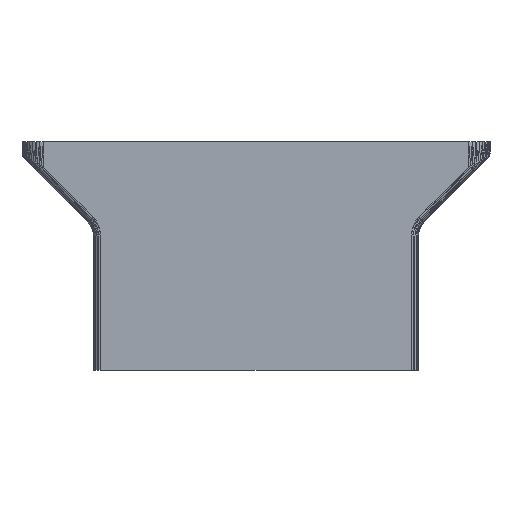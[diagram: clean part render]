
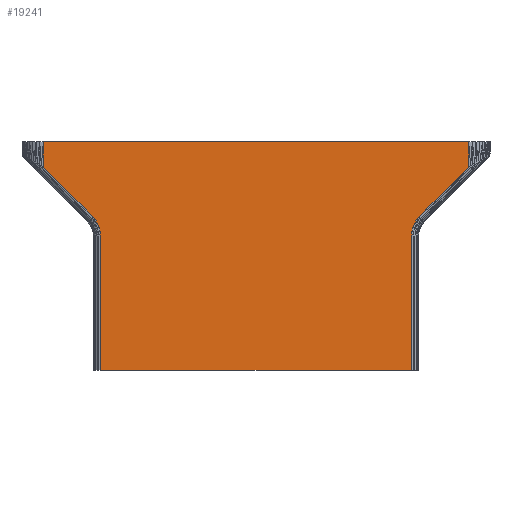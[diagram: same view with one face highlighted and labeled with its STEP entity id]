
A CAD part, left-side view. The second image highlights one B-rep face of the part: STEP entity #19241.
In plain terms, the highlighted planar face has unit normal (-1, 0, 0).
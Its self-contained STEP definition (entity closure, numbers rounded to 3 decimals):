
#868 = VERTEX_POINT('',#869);
#869 = CARTESIAN_POINT('',(0.,45.672,
    19.586));
#1153 = VERTEX_POINT('',#1154);
#1154 = CARTESIAN_POINT('',(0.,44.5,16.757));
#1176 = VERTEX_POINT('',#1177);
#1177 = CARTESIAN_POINT('',(0.,44.534,
    17.279));
#1184 = EDGE_CURVE('',#1153,#1176,#1185,.T.);
#1185 = LINE('',#1186,#1187);
#1186 = CARTESIAN_POINT('',(0.,44.5,16.757));
#1187 = VECTOR('',#1188,1.);
#1188 = DIRECTION('',(0.,0.065,
    0.998));
#1222 = VERTEX_POINT('',#1223);
#1223 = CARTESIAN_POINT('',(0.,44.636,
    17.793));
#1230 = EDGE_CURVE('',#1176,#1222,#1231,.T.);
#1231 = LINE('',#1232,#1233);
#1232 = CARTESIAN_POINT('',(0.,44.534,
    17.279));
#1233 = VECTOR('',#1234,1.);
#1234 = DIRECTION('',(0.,0.195,0.981)
  );
#1268 = VERTEX_POINT('',#1269);
#1269 = CARTESIAN_POINT('',(0.,44.804,
    18.288));
#1276 = EDGE_CURVE('',#1222,#1268,#1277,.T.);
#1277 = LINE('',#1278,#1279);
#1278 = CARTESIAN_POINT('',(0.,44.636,
    17.793));
#1279 = VECTOR('',#1280,1.);
#1280 = DIRECTION('',(0.,0.321,0.947));
#1314 = VERTEX_POINT('',#1315);
#1315 = CARTESIAN_POINT('',(0.,45.036,
    18.757));
#1322 = EDGE_CURVE('',#1268,#1314,#1323,.T.);
#1323 = LINE('',#1324,#1325);
#1324 = CARTESIAN_POINT('',(0.,44.804,
    18.288));
#1325 = VECTOR('',#1326,1.);
#1326 = DIRECTION('',(0.,0.442,0.897)
  );
#1337 = VERTEX_POINT('',#1338);
#1338 = CARTESIAN_POINT('',(0.,45.327,
    19.192));
#1345 = EDGE_CURVE('',#1314,#1337,#1346,.T.);
#1346 = LINE('',#1347,#1348);
#1347 = CARTESIAN_POINT('',(0.,45.036,
    18.757));
#1348 = VECTOR('',#1349,1.);
#1349 = DIRECTION('',(0.,0.556,0.831)
  );
#1389 = EDGE_CURVE('',#1337,#868,#1390,.T.);
#1390 = LINE('',#1391,#1392);
#1391 = CARTESIAN_POINT('',(0.,45.327,
    19.192));
#1392 = VECTOR('',#1393,1.);
#1393 = DIRECTION('',(0.,0.659,0.752)
  );
#2180 = VERTEX_POINT('',#2181);
#2181 = CARTESIAN_POINT('',(0.,52.5,26.414));
#18381 = EDGE_CURVE('',#18382,#2180,#18384,.T.);
#18382 = VERTEX_POINT('',#18383);
#18383 = CARTESIAN_POINT('',(0.,52.5,30.));
#18384 = LINE('',#18385,#18386);
#18385 = CARTESIAN_POINT('',(0.,52.5,30.));
#18386 = VECTOR('',#18387,1.);
#18387 = DIRECTION('',(0.,0.,-1.));
#18555 = EDGE_CURVE('',#868,#2180,#18556,.T.);
#18556 = LINE('',#18557,#18558);
#18557 = CARTESIAN_POINT('',(0.,45.672,
    19.586));
#18558 = VECTOR('',#18559,1.);
#18559 = DIRECTION('',(0.,0.707,0.707)
  );
#19013 = VERTEX_POINT('',#19014);
#19014 = CARTESIAN_POINT('',(0.,44.5,-2.));
#19020 = EDGE_CURVE('',#19013,#1153,#19021,.T.);
#19021 = LINE('',#19022,#19023);
#19022 = CARTESIAN_POINT('',(0.,44.5,-2.));
#19023 = VECTOR('',#19024,1.);
#19024 = DIRECTION('',(0.,0.,1.));
#19241 = ADVANCED_FACE('',(#19242),#19339,.T.);
#19242 = FACE_BOUND('',#19243,.T.);
#19243 = EDGE_LOOP('',(#19244,#19245,#19253,#19261,#19269,#19277,#19285,
    #19293,#19301,#19309,#19317,#19325,#19331,#19332,#19333,#19334,
    #19335,#19336,#19337,#19338));
#19244 = ORIENTED_EDGE('',*,*,#19020,.F.);
#19245 = ORIENTED_EDGE('',*,*,#19246,.T.);
#19246 = EDGE_CURVE('',#19013,#19247,#19249,.T.);
#19247 = VERTEX_POINT('',#19248);
#19248 = CARTESIAN_POINT('',(0.,1.,-2.));
#19249 = LINE('',#19250,#19251);
#19250 = CARTESIAN_POINT('',(0.,44.5,-2.));
#19251 = VECTOR('',#19252,1.);
#19252 = DIRECTION('',(0.,-1.,0.));
#19253 = ORIENTED_EDGE('',*,*,#19254,.F.);
#19254 = EDGE_CURVE('',#19255,#19247,#19257,.T.);
#19255 = VERTEX_POINT('',#19256);
#19256 = CARTESIAN_POINT('',(0.,1.,16.757));
#19257 = LINE('',#19258,#19259);
#19258 = CARTESIAN_POINT('',(0.,1.,16.757));
#19259 = VECTOR('',#19260,1.);
#19260 = DIRECTION('',(0.,0.,-1.));
#19261 = ORIENTED_EDGE('',*,*,#19262,.F.);
#19262 = EDGE_CURVE('',#19263,#19255,#19265,.T.);
#19263 = VERTEX_POINT('',#19264);
#19264 = CARTESIAN_POINT('',(0.,0.966,
    17.279));
#19265 = LINE('',#19266,#19267);
#19266 = CARTESIAN_POINT('',(0.,0.966,
    17.279));
#19267 = VECTOR('',#19268,1.);
#19268 = DIRECTION('',(0.,0.065,
    -0.998));
#19269 = ORIENTED_EDGE('',*,*,#19270,.F.);
#19270 = EDGE_CURVE('',#19271,#19263,#19273,.T.);
#19271 = VERTEX_POINT('',#19272);
#19272 = CARTESIAN_POINT('',(0.,0.864,
    17.793));
#19273 = LINE('',#19274,#19275);
#19274 = CARTESIAN_POINT('',(0.,0.864,
    17.793));
#19275 = VECTOR('',#19276,1.);
#19276 = DIRECTION('',(0.,0.195,
    -0.981));
#19277 = ORIENTED_EDGE('',*,*,#19278,.F.);
#19278 = EDGE_CURVE('',#19279,#19271,#19281,.T.);
#19279 = VERTEX_POINT('',#19280);
#19280 = CARTESIAN_POINT('',(0.,0.696,
    18.288));
#19281 = LINE('',#19282,#19283);
#19282 = CARTESIAN_POINT('',(0.,0.696,
    18.288));
#19283 = VECTOR('',#19284,1.);
#19284 = DIRECTION('',(0.,0.321,-0.947
    ));
#19285 = ORIENTED_EDGE('',*,*,#19286,.F.);
#19286 = EDGE_CURVE('',#19287,#19279,#19289,.T.);
#19287 = VERTEX_POINT('',#19288);
#19288 = CARTESIAN_POINT('',(0.,0.464,
    18.757));
#19289 = LINE('',#19290,#19291);
#19290 = CARTESIAN_POINT('',(0.,0.464,
    18.757));
#19291 = VECTOR('',#19292,1.);
#19292 = DIRECTION('',(0.,0.442,
    -0.897));
#19293 = ORIENTED_EDGE('',*,*,#19294,.F.);
#19294 = EDGE_CURVE('',#19295,#19287,#19297,.T.);
#19295 = VERTEX_POINT('',#19296);
#19296 = CARTESIAN_POINT('',(0.,0.173,
    19.192));
#19297 = LINE('',#19298,#19299);
#19298 = CARTESIAN_POINT('',(0.,0.173,
    19.192));
#19299 = VECTOR('',#19300,1.);
#19300 = DIRECTION('',(0.,0.556,
    -0.831));
#19301 = ORIENTED_EDGE('',*,*,#19302,.F.);
#19302 = EDGE_CURVE('',#19303,#19295,#19305,.T.);
#19303 = VERTEX_POINT('',#19304);
#19304 = CARTESIAN_POINT('',(0.,-0.172,
    19.586));
#19305 = LINE('',#19306,#19307);
#19306 = CARTESIAN_POINT('',(0.,-0.172,
    19.586));
#19307 = VECTOR('',#19308,1.);
#19308 = DIRECTION('',(0.,0.659,
    -0.752));
#19309 = ORIENTED_EDGE('',*,*,#19310,.F.);
#19310 = EDGE_CURVE('',#19311,#19303,#19313,.T.);
#19311 = VERTEX_POINT('',#19312);
#19312 = CARTESIAN_POINT('',(0.,-7.,26.414));
#19313 = LINE('',#19314,#19315);
#19314 = CARTESIAN_POINT('',(0.,-7.,26.414));
#19315 = VECTOR('',#19316,1.);
#19316 = DIRECTION('',(0.,0.707,-0.707
    ));
#19317 = ORIENTED_EDGE('',*,*,#19318,.T.);
#19318 = EDGE_CURVE('',#19311,#19319,#19321,.T.);
#19319 = VERTEX_POINT('',#19320);
#19320 = CARTESIAN_POINT('',(0.,-7.,30.));
#19321 = LINE('',#19322,#19323);
#19322 = CARTESIAN_POINT('',(0.,-7.,26.414));
#19323 = VECTOR('',#19324,1.);
#19324 = DIRECTION('',(0.,0.,1.));
#19325 = ORIENTED_EDGE('',*,*,#19326,.T.);
#19326 = EDGE_CURVE('',#19319,#18382,#19327,.T.);
#19327 = LINE('',#19328,#19329);
#19328 = CARTESIAN_POINT('',(0.,-7.,30.));
#19329 = VECTOR('',#19330,1.);
#19330 = DIRECTION('',(0.,1.,0.));
#19331 = ORIENTED_EDGE('',*,*,#18381,.T.);
#19332 = ORIENTED_EDGE('',*,*,#18555,.F.);
#19333 = ORIENTED_EDGE('',*,*,#1389,.F.);
#19334 = ORIENTED_EDGE('',*,*,#1345,.F.);
#19335 = ORIENTED_EDGE('',*,*,#1322,.F.);
#19336 = ORIENTED_EDGE('',*,*,#1276,.F.);
#19337 = ORIENTED_EDGE('',*,*,#1230,.F.);
#19338 = ORIENTED_EDGE('',*,*,#1184,.F.);
#19339 = PLANE('',#19340);
#19340 = AXIS2_PLACEMENT_3D('',#19341,#19342,#19343);
#19341 = CARTESIAN_POINT('',(0.,22.75,
    15.789));
#19342 = DIRECTION('',(-1.,-0.,-0.));
#19343 = DIRECTION('',(0.,0.,-1.));
